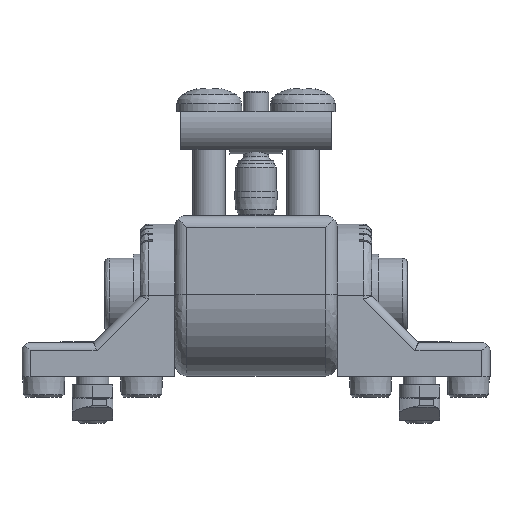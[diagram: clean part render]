
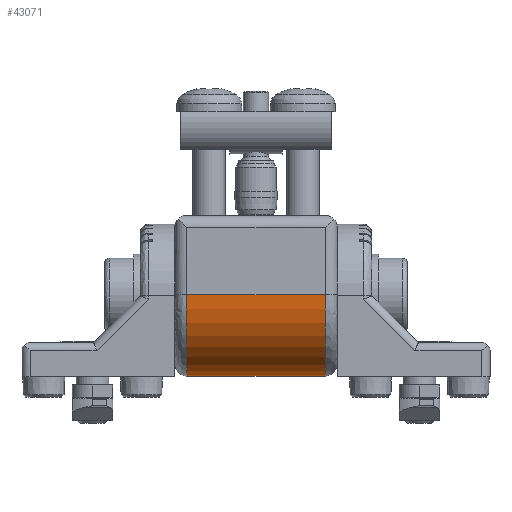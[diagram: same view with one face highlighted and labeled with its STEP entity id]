
A CAD part, front view. The second image highlights one B-rep face of the part: STEP entity #43071.
In plain terms, the highlighted cylindrical face has radius 20 mm (diameter 40 mm), a partial arc.
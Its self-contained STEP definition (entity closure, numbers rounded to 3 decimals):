
#1905 = CYLINDRICAL_SURFACE ( 'NONE', #30617, 20. ) ;
#3466 = CARTESIAN_POINT ( 'NONE',  ( 17., 0., 0. ) ) ;
#4035 = VERTEX_POINT ( 'NONE', #47176 ) ;
#5686 = CARTESIAN_POINT ( 'NONE',  ( -20., -20., 0. ) ) ;
#8789 = CARTESIAN_POINT ( 'NONE',  ( 17., -20., 0. ) ) ;
#11043 = LINE ( 'NONE', #34096, #24834 ) ;
#11448 = VECTOR ( 'NONE', #24178, 1000. ) ;
#14933 = DIRECTION ( 'NONE',  ( -1., 0., 0. ) ) ;
#16082 = LINE ( 'NONE', #5686, #11448 ) ;
#16245 = VERTEX_POINT ( 'NONE', #42420 ) ;
#17202 = CARTESIAN_POINT ( 'NONE',  ( -20., 0., 0. ) ) ;
#17506 = DIRECTION ( 'NONE',  ( -1., 0., 0. ) ) ;
#17738 = ORIENTED_EDGE ( 'NONE', *, *, #25232, .T. ) ;
#21476 = CARTESIAN_POINT ( 'NONE',  ( 17., 20., 0. ) ) ;
#22977 = DIRECTION ( 'NONE',  ( 1., 0., 0. ) ) ;
#24178 = DIRECTION ( 'NONE',  ( -1., 0., 0. ) ) ;
#24834 = VECTOR ( 'NONE', #22977, 1000. ) ;
#25219 = ORIENTED_EDGE ( 'NONE', *, *, #31428, .T. ) ;
#25232 = EDGE_CURVE ( 'NONE', #16245, #4035, #46161, .T. ) ;
#25497 = ORIENTED_EDGE ( 'NONE', *, *, #33896, .T. ) ;
#25985 = VERTEX_POINT ( 'NONE', #21476 ) ;
#29245 = DIRECTION ( 'NONE',  ( 0., 0., 1. ) ) ;
#30071 = CARTESIAN_POINT ( 'NONE',  ( -17., 0., 0. ) ) ;
#30617 = AXIS2_PLACEMENT_3D ( 'NONE', #17202, #17506, #35647 ) ;
#31428 = EDGE_CURVE ( 'NONE', #25985, #36177, #39332, .T. ) ;
#33029 = FACE_OUTER_BOUND ( 'NONE', #39137, .T. ) ;
#33896 = EDGE_CURVE ( 'NONE', #4035, #25985, #11043, .T. ) ;
#34096 = CARTESIAN_POINT ( 'NONE',  ( -20., 20., 0. ) ) ;
#35402 = EDGE_CURVE ( 'NONE', #36177, #16245, #16082, .T. ) ;
#35647 = DIRECTION ( 'NONE',  ( 0., 0., 1. ) ) ;
#36177 = VERTEX_POINT ( 'NONE', #8789 ) ;
#37439 = DIRECTION ( 'NONE',  ( 1., 0., 0. ) ) ;
#38068 = AXIS2_PLACEMENT_3D ( 'NONE', #30071, #37439, #41561 ) ;
#39137 = EDGE_LOOP ( 'NONE', ( #25219, #46630, #17738, #25497 ) ) ;
#39332 = CIRCLE ( 'NONE', #45316, 20. ) ;
#41561 = DIRECTION ( 'NONE',  ( 0., 0., 1. ) ) ;
#42420 = CARTESIAN_POINT ( 'NONE',  ( -17., -20., 0. ) ) ;
#43071 = ADVANCED_FACE ( 'NONE', ( #33029 ), #1905, .T. ) ;
#45316 = AXIS2_PLACEMENT_3D ( 'NONE', #3466, #14933, #29245 ) ;
#46161 = CIRCLE ( 'NONE', #38068, 20. ) ;
#46630 = ORIENTED_EDGE ( 'NONE', *, *, #35402, .T. ) ;
#47176 = CARTESIAN_POINT ( 'NONE',  ( -17., 20., 0. ) ) ;
